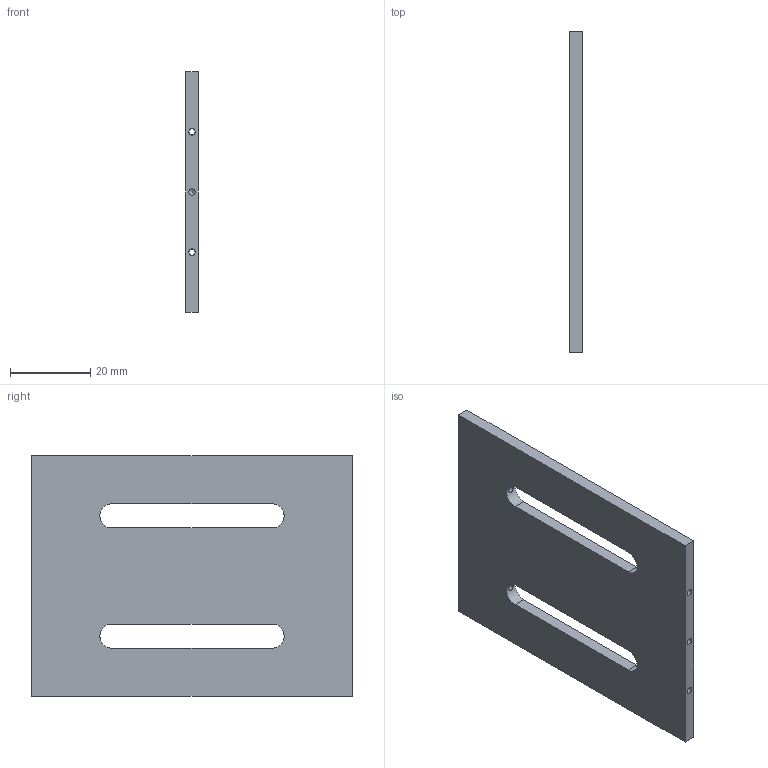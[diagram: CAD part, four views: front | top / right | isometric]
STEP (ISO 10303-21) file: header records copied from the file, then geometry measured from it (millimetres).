
FILE_DESCRIPTION(/* description */ (''),/* implementation_level */ '2;1');
FILE_NAME(/* name */ 'Plate coupling TS_Coil support.stp',/* time_stamp */ '2022-02-24T15:23:32+01:00',/* author */ ('louis.petitjean'),/* organization */ (''),/* preprocessor_version */ 'ST-DEVELOPER v18',/* originating_system */ 'Autodesk Inventor 2020',/* authorisation */ '');
FILE_SCHEMA (('AUTOMOTIVE_DESIGN { 1 0 10303 214 3 1 1 }'));
Length unit declared in the file: millimetre
Products named in the file (1): Plate coupling TS_Coil support
Bounding box: 3 x 80 x 60 mm (x, y, z)
Volume: 12581.3 mm3; surface area: 10477.8 mm2
Topology: 1 solids, 1 shells, 22 faces, 70 edges, 50 vertices
Faces by surface type: cylinder 10, plane 10, cone 2
Full cylindrical faces by diameter (mm): 1.567 x6
Entity records: 973 total; most frequent: CARTESIAN_POINT 277, ORIENTED_EDGE 136, DIRECTION 130, EDGE_CURVE 68, VERTEX_POINT 50, AXIS2_PLACEMENT_3D 47, EDGE_LOOP 36, LINE 36
